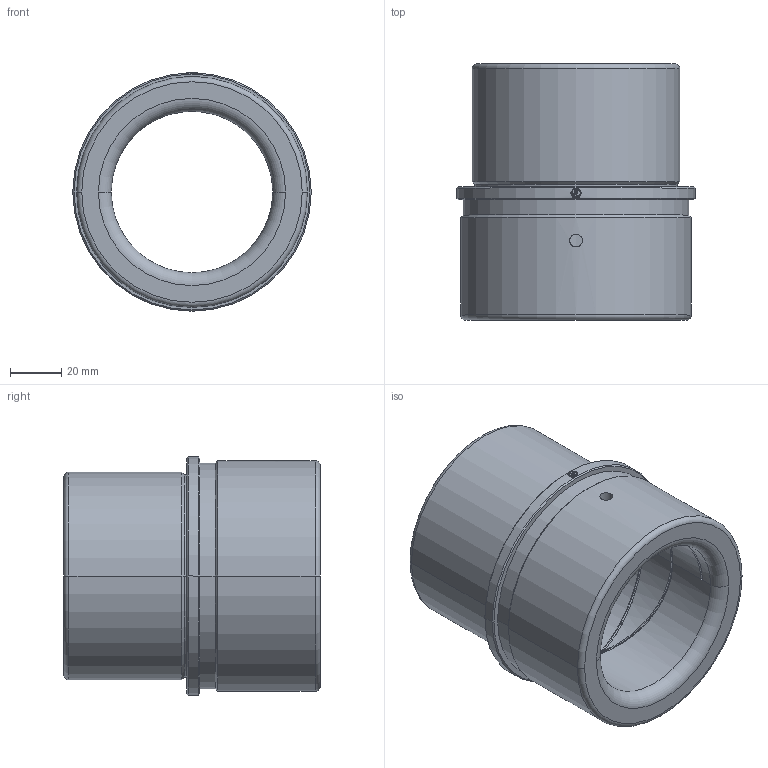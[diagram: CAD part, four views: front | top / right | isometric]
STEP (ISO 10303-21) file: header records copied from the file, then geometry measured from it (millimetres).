
FILE_DESCRIPTION (( 'STEP AP214' ), '1' );
FILE_NAME ('664QM-D63.STEP', '2021-11-08T02:18:23', ( '' ), ( '' ), 'SwSTEP 2.0', 'SolidWorks 2016', '' );
FILE_SCHEMA (( 'AUTOMOTIVE_DESIGN' ));
Length unit declared in the file: millimetre
Products named in the file (2): 664QM-D63
Bounding box: 93 x 100 x 93 mm (x, y, z)
Volume: 263823.3 mm3; surface area: 54038.1 mm2
Topology: 1 solids, 1 shells, 89 faces, 201 edges, 118 vertices
Faces by surface type: bspline 32, cylinder 25, plane 14, cone 10, torus 8
Entity records: 8851 total; most frequent: CARTESIAN_POINT 7065, ORIENTED_EDGE 402, DIRECTION 296, EDGE_CURVE 201, AXIS2_PLACEMENT_3D 125, VERTEX_POINT 118, EDGE_LOOP 97, ADVANCED_FACE 89
